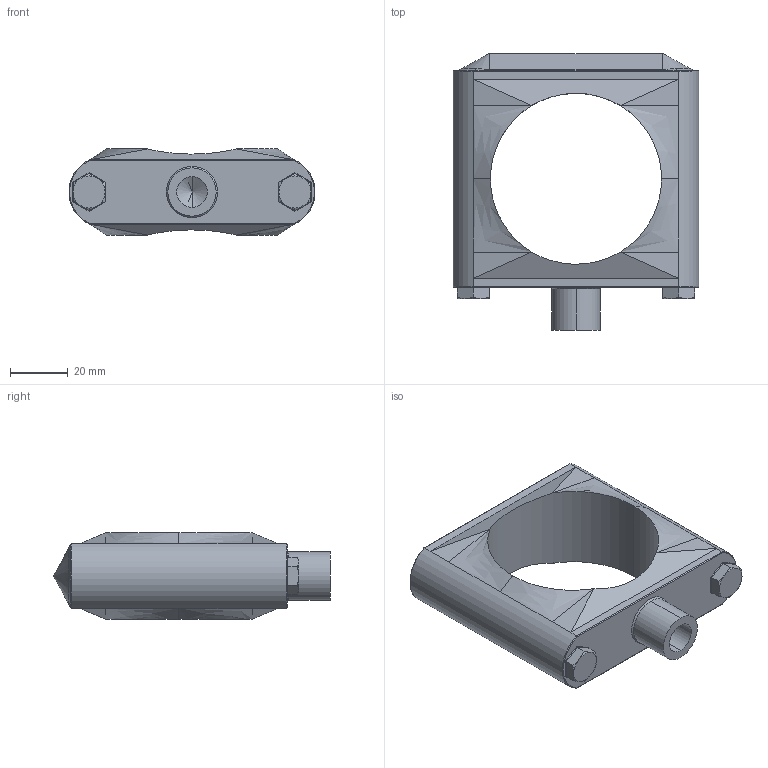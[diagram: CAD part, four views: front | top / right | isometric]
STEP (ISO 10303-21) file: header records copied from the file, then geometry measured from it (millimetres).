
FILE_DESCRIPTION (( 'STEP AP214' ), '1' );
FILE_NAME ('CSDBMTC2.0P304ZP.STEP', '2023-05-29T05:18:10', ( '' ), ( '' ), 'SwSTEP 2.0', 'SolidWorks 2018', '' );
FILE_SCHEMA (( 'AUTOMOTIVE_DESIGN' ));
Length unit declared in the file: inch
Products named in the file (1): CSDBMTC2.0P304ZP
Bounding box: 85.25 x 95.94 x 29.85 mm (x, y, z)
Volume: 88864.9 mm3; surface area: 20336 mm2
Topology: 1 solids, 1 shells, 103 faces, 246 edges, 145 vertices
Faces by surface type: plane 36, cylinder 27, cone 20, bspline 12, torus 6, sphere 2
Entity records: 3520 total; most frequent: CARTESIAN_POINT 1293, ORIENTED_EDGE 488, DIRECTION 388, EDGE_CURVE 244, VERTEX_POINT 145, AXIS2_PLACEMENT_3D 140, VECTOR 108, LINE 108
